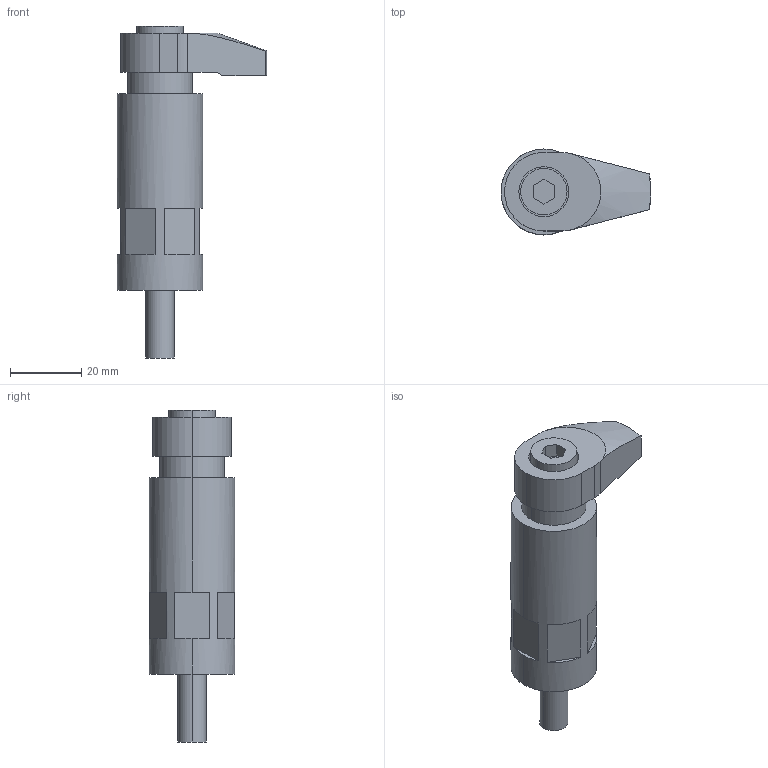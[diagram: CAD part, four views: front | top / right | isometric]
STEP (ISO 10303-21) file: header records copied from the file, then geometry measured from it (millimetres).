
FILE_DESCRIPTION (( 'STEP AP203' ), '1' );
FILE_NAME ('bj130-08030a1.STEP', '2021-10-25T01:07:54', ( '' ), ( '' ), 'SwSTEP 2.0', 'SolidWorks 2020', '' );
FILE_SCHEMA (( 'CONFIG_CONTROL_DESIGN' ));
Length unit declared in the file: millimetre
Products named in the file (4): bj130-08030a1; bj130-08030a1_03; bj130-08030a1_02; bj130-08030a1_01
Assembly tree (3 placements, depth 2):
  bj130-08030a1
    bj130-08030a1_01
    bj130-08030a1_02
    bj130-08030a1_03
Bounding box: 42 x 24 x 93 mm (x, y, z)
Volume: 31869.1 mm3; surface area: 14295.1 mm2
Topology: 3 solids, 3 shells, 71 faces, 157 edges, 104 vertices
Faces by surface type: plane 43, cylinder 26, cone 2
Entity records: 2422 total; most frequent: DIRECTION 374, CARTESIAN_POINT 370, ORIENTED_EDGE 314, EDGE_CURVE 157, AXIS2_PLACEMENT_3D 146, VERTEX_POINT 104, EDGE_LOOP 85, VECTOR 82
